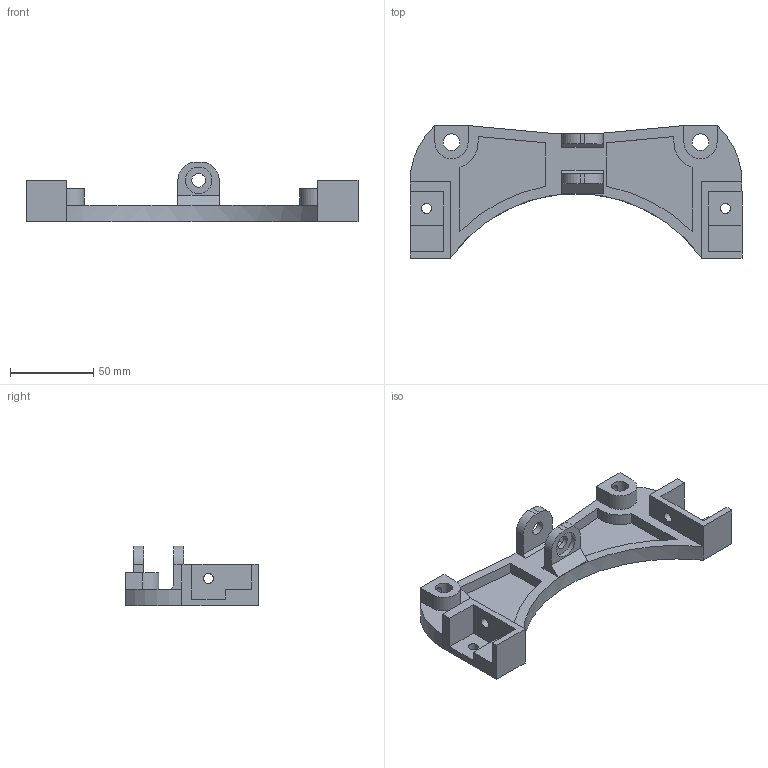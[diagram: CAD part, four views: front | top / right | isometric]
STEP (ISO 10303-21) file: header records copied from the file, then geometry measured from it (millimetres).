
FILE_DESCRIPTION(('FreeCAD Model'),'2;1');
FILE_NAME('Y_Bearing4mmoffset.stp', '2012-12-16T19:09:33',('FreeCAD'),('FreeCAD'), 'Open CASCADE STEP processor 6.5','FreeCAD','Unknown');
FILE_SCHEMA(('AUTOMOTIVE_DESIGN_CC2 { 1 2 10303 214 -1 1 5 4 }'));
Length unit declared in the file: millimetre
Products named in the file (1): Open CASCADE STEP translator 6.5 1
Bounding box: 200 x 80 x 36 mm (x, y, z)
Volume: 102034.9 mm3; surface area: 42019.2 mm2
Topology: 1 solids, 1 shells, 84 faces, 225 edges, 147 vertices
Faces by surface type: plane 59, cylinder 25
Full cylindrical faces by diameter (mm): 5.2 x2, 6 x4, 8.3 x2, 10.1 x2, 16 x2
Entity records: 6331 total; most frequent: CARTESIAN_POINT 1846, DIRECTION 822, LINE 533, VECTOR 533, ORIENTED_EDGE 446, PCURVE 446, DEFINITIONAL_REPRESENTATION 446, EDGE_CURVE 223
